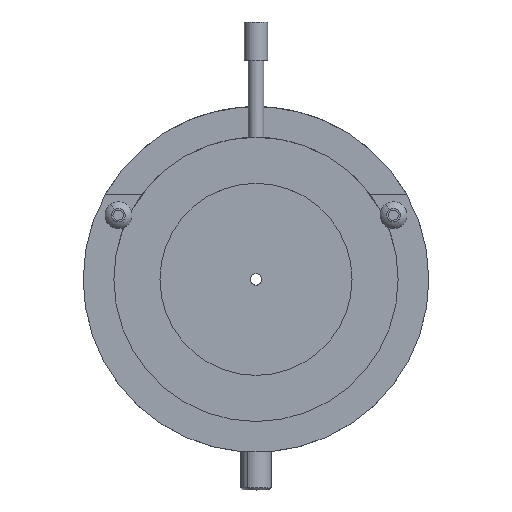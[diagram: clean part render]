
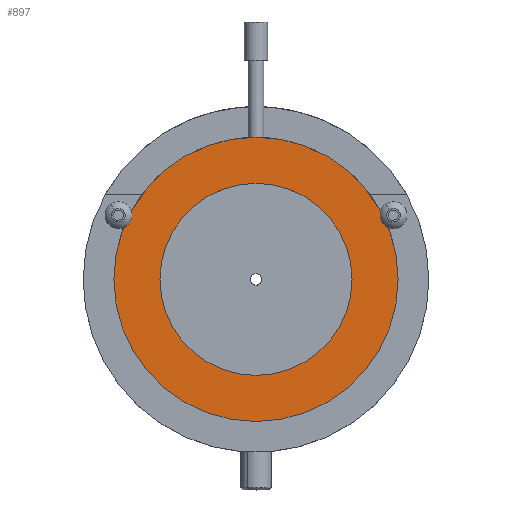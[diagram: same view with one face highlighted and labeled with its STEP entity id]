
A CAD part, top view. The second image highlights one B-rep face of the part: STEP entity #897.
In plain terms, the highlighted planar face has unit normal (0, 0, 1).
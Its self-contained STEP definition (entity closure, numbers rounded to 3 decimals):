
#66 = CIRCLE ( 'NONE', #2586, 12.5 ) ;
#130 = EDGE_LOOP ( 'NONE', ( #1106, #1176 ) ) ;
#145 = CARTESIAN_POINT ( 'NONE',  ( 0., 18.5, 6.5 ) ) ;
#205 = CARTESIAN_POINT ( 'NONE',  ( 0., 0., 6.5 ) ) ;
#208 = CARTESIAN_POINT ( 'NONE',  ( 0., 0., 6.5 ) ) ;
#288 = DIRECTION ( 'NONE',  ( 0., -1., 0. ) ) ;
#318 = DIRECTION ( 'NONE',  ( 0., 0., 1. ) ) ;
#380 = CARTESIAN_POINT ( 'NONE',  ( 0., 12.5, 6.5 ) ) ;
#407 = CARTESIAN_POINT ( 'NONE',  ( 0., -12.5, 6.5 ) ) ;
#443 = CIRCLE ( 'NONE', #905, 12.5 ) ;
#487 = CARTESIAN_POINT ( 'NONE',  ( 0., 0., 6.5 ) ) ;
#497 = DIRECTION ( 'NONE',  ( 0., -1., 0. ) ) ;
#548 = CARTESIAN_POINT ( 'NONE',  ( 0., 0., 6.5 ) ) ;
#608 = AXIS2_PLACEMENT_3D ( 'NONE', #487, #1930, #288 ) ;
#626 = ORIENTED_EDGE ( 'NONE', *, *, #2297, .F. ) ;
#804 = EDGE_CURVE ( 'NONE', #2384, #1254, #1477, .T. ) ;
#806 = CARTESIAN_POINT ( 'NONE',  ( 0., -18.5, 6.5 ) ) ;
#897 = ADVANCED_FACE ( 'NONE', ( #1157, #1506 ), #2125, .T. ) ;
#905 = AXIS2_PLACEMENT_3D ( 'NONE', #205, #2446, #992 ) ;
#946 = EDGE_LOOP ( 'NONE', ( #626, #2228 ) ) ;
#992 = DIRECTION ( 'NONE',  ( 0., -1., 0. ) ) ;
#1009 = DIRECTION ( 'NONE',  ( 0., 0., 1. ) ) ;
#1012 = VERTEX_POINT ( 'NONE', #380 ) ;
#1106 = ORIENTED_EDGE ( 'NONE', *, *, #2142, .T. ) ;
#1157 = FACE_BOUND ( 'NONE', #946, .T. ) ;
#1176 = ORIENTED_EDGE ( 'NONE', *, *, #804, .T. ) ;
#1211 = DIRECTION ( 'NONE',  ( 0., -1., 0. ) ) ;
#1254 = VERTEX_POINT ( 'NONE', #145 ) ;
#1477 = CIRCLE ( 'NONE', #2152, 18.5 ) ;
#1502 = VERTEX_POINT ( 'NONE', #407 ) ;
#1506 = FACE_OUTER_BOUND ( 'NONE', #130, .T. ) ;
#1566 = AXIS2_PLACEMENT_3D ( 'NONE', #548, #1733, #497 ) ;
#1567 = CARTESIAN_POINT ( 'NONE',  ( 0., 0., 6.5 ) ) ;
#1733 = DIRECTION ( 'NONE',  ( 0., 0., 1. ) ) ;
#1735 = CIRCLE ( 'NONE', #608, 18.5 ) ;
#1930 = DIRECTION ( 'NONE',  ( 0., 0., 1. ) ) ;
#2125 = PLANE ( 'NONE',  #1566 ) ;
#2142 = EDGE_CURVE ( 'NONE', #1254, #2384, #1735, .T. ) ;
#2152 = AXIS2_PLACEMENT_3D ( 'NONE', #208, #1009, #1211 ) ;
#2228 = ORIENTED_EDGE ( 'NONE', *, *, #2502, .F. ) ;
#2297 = EDGE_CURVE ( 'NONE', #1502, #1012, #443, .T. ) ;
#2368 = DIRECTION ( 'NONE',  ( 0., -1., 0. ) ) ;
#2384 = VERTEX_POINT ( 'NONE', #806 ) ;
#2446 = DIRECTION ( 'NONE',  ( 0., 0., 1. ) ) ;
#2502 = EDGE_CURVE ( 'NONE', #1012, #1502, #66, .T. ) ;
#2586 = AXIS2_PLACEMENT_3D ( 'NONE', #1567, #318, #2368 ) ;
